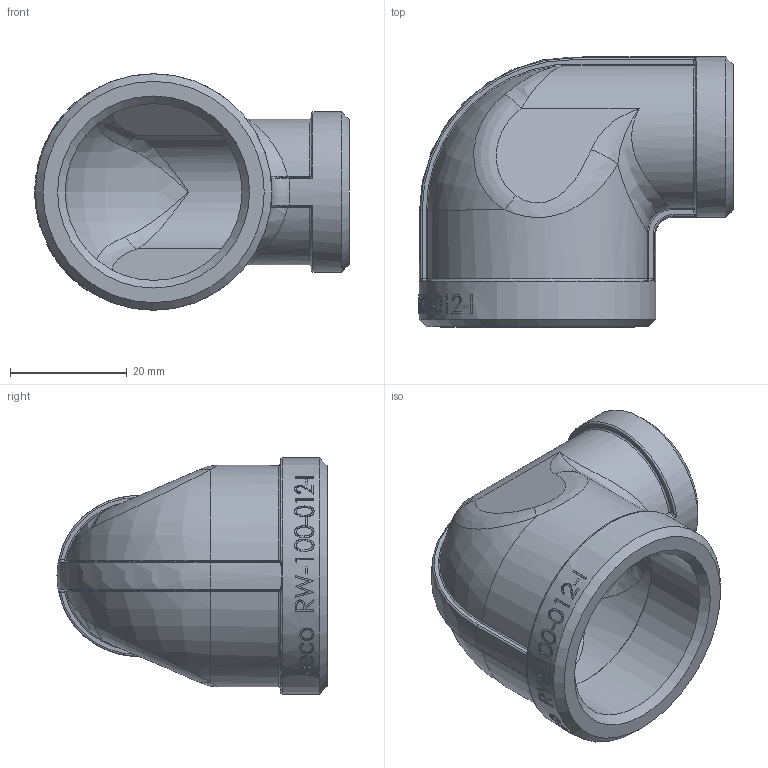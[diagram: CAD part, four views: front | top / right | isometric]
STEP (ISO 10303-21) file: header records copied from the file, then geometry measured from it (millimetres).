
FILE_DESCRIPTION (( 'STEP AP214' ), '1' );
FILE_NAME ('heco_RW-100-012-I.STEP', '2016-06-29T14:04:48', ( '' ), ( '' ), 'SwSTEP 2.0', 'SolidWorks 2011', '' );
FILE_SCHEMA (( 'AUTOMOTIVE_DESIGN' ));
Length unit declared in the file: millimetre
Products named in the file (1): heco_RW-100-012-I
Bounding box: 53.85 x 46.25 x 40.5 mm (x, y, z)
Volume: 16624.9 mm3; surface area: 12604 mm2
Topology: 1 solids, 1 shells, 294 faces, 728 edges, 442 vertices
Faces by surface type: bspline 134, plane 69, cylinder 58, torus 19, sphere 8, cone 6
Full cylindrical faces by diameter (mm): 18.631 x1, 27.5 x1, 30.291 x1, 34.2 x1, 40.5 x1
Entity records: 24455 total; most frequent: CARTESIAN_POINT 16971, ORIENTED_EDGE 1390, DIRECTION 787, EDGE_CURVE 695, VERTEX_POINT 438, B_SPLINE_CURVE_WITH_KNOTS 393, EDGE_LOOP 331, AXIS2_PLACEMENT_3D 328
